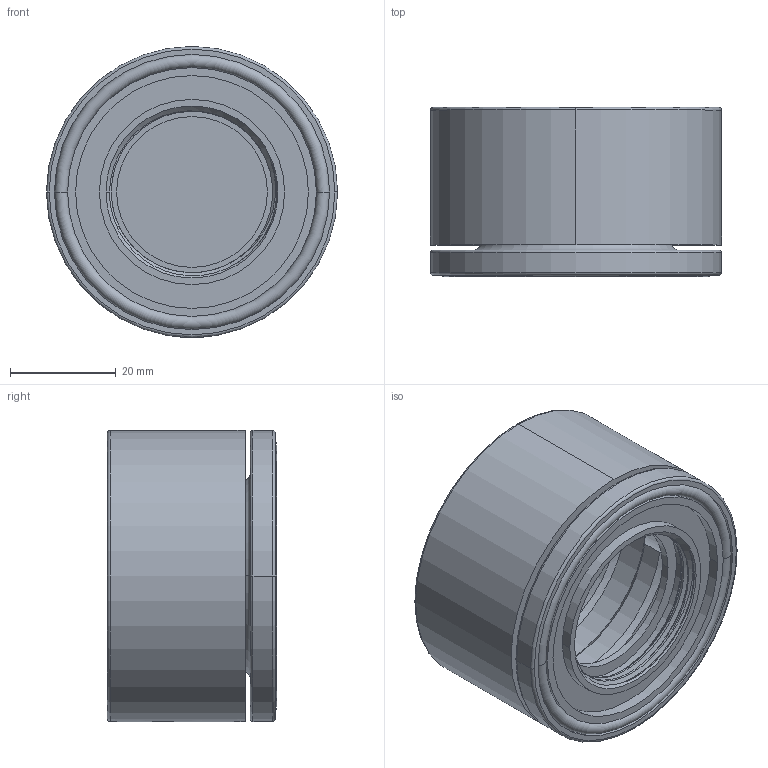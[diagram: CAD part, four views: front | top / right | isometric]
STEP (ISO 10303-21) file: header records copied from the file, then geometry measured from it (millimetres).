
FILE_DESCRIPTION((''),'2;1');
FILE_NAME('Z26121_ASM','2024-06-15T10:27:20',('PC'),(''),'CREO PARAMETRIC BY PTC INC, 2024063','CREO PARAMETRIC BY PTC INC, 2024063','');
FILE_SCHEMA(('CONFIG_CONTROL_DESIGN','SHAPE_APPEARANCE_LAYERS_GROUPS'));
Length unit declared in the file: millimetre
Products named in the file (5): 962308; 940252; 953029; 981060; Z26121_ASM
Assembly tree (4 placements, depth 2):
  Z26121_ASM
    962308
    940252
    953029
    981060
Bounding box: 55 x 31.95 x 55 mm (x, y, z)
Volume: 31350.9 mm3; surface area: 20533.6 mm2
Topology: 4 solids, 4 shells, 121 faces, 295 edges, 188 vertices
Faces by surface type: cylinder 50, plane 24, bspline 17, cone 16, torus 14
Entity records: 10081 total; most frequent: CARTESIAN_POINT 6327, ORIENTED_EDGE 586, DIRECTION 531, PRESENTATION_STYLE_ASSIGNMENT 297, STYLED_ITEM 297, CURVE_STYLE 293, EDGE_CURVE 293, AXIS2_PLACEMENT_3D 220
